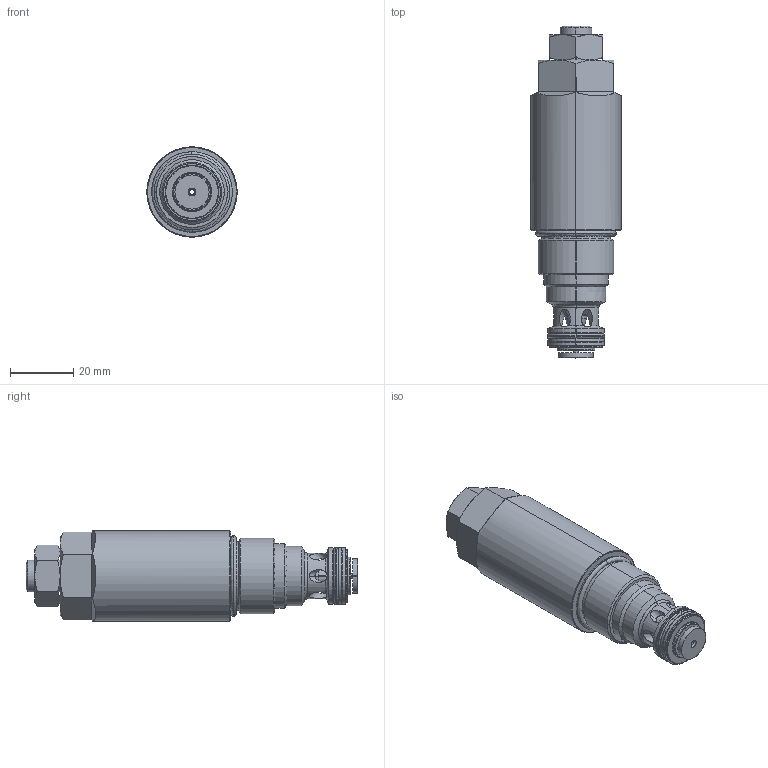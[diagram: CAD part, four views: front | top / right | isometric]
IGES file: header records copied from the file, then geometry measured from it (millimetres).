
Start section: SolidWorks IGES file using analytic representation for surfaces
Global section: file name: HEAT00770.igs; native system: SolidWorks 2012; preprocessor: SolidWorks 2012; author: ARUTPUT15; date: 131005.122625; units: millimetre
Bounding box: 28.6 x 105.16 x 28.6 mm (x, y, z)
Surface area: 11514.9 mm2 (no closed solid volume)
Topology: 0 solids, 0 shells, 160 faces, 2509 edges, 2509 vertices
Faces by surface type: revolution 95, bspline 65
